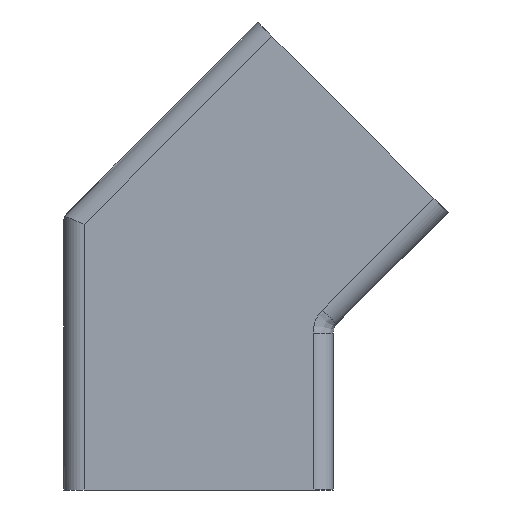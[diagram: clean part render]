
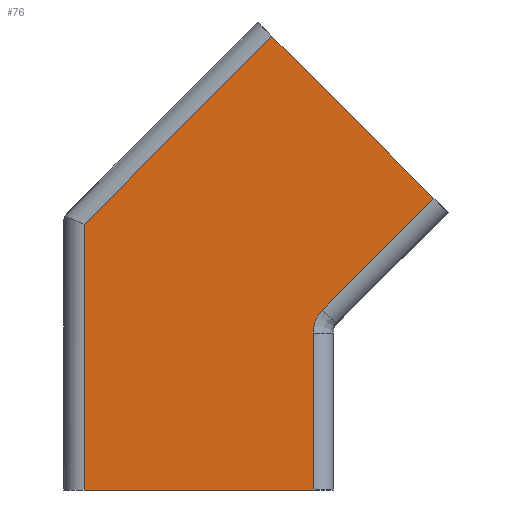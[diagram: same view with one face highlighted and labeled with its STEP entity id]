
A CAD part, left-side view. The second image highlights one B-rep face of the part: STEP entity #76.
In plain terms, the highlighted planar face has unit normal (-1, 0, 0).
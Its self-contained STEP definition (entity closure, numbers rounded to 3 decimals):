
#9 = CARTESIAN_POINT ( 'NONE',  ( -20., -17.943, 26.24 ) ) ;
#76 = ADVANCED_FACE ( 'NONE', ( #955 ), #995, .T. ) ;
#90 = ORIENTED_EDGE ( 'NONE', *, *, #185, .F. ) ;
#92 = CARTESIAN_POINT ( 'NONE',  ( -20., 17., 0. ) ) ;
#102 = EDGE_CURVE ( 'NONE', #353, #1220, #382, .T. ) ;
#118 = ORIENTED_EDGE ( 'NONE', *, *, #511, .T. ) ;
#150 = ORIENTED_EDGE ( 'NONE', *, *, #1103, .F. ) ;
#158 = EDGE_CURVE ( 'NONE', #973, #764, #840, .T. ) ;
#185 = EDGE_CURVE ( 'NONE', #919, #1220, #381, .T. ) ;
#202 = CARTESIAN_POINT ( 'NONE',  ( -20., -17.116, 24.545 ) ) ;
#207 = CARTESIAN_POINT ( 'NONE',  ( -20., -17., 23.3 ) ) ;
#219 = DIRECTION ( 'NONE',  ( 0., 1., 0. ) ) ;
#297 = EDGE_CURVE ( 'NONE', #919, #1027, #502, .T. ) ;
#310 = CARTESIAN_POINT ( 'NONE',  ( -20., -4.99, 30.341 ) ) ;
#353 = VERTEX_POINT ( 'NONE', #365 ) ;
#365 = CARTESIAN_POINT ( 'NONE',  ( -20., -18.345, 26.712 ) ) ;
#381 = LINE ( 'NONE', #1015, #839 ) ;
#382 = LINE ( 'NONE', #513, #1086 ) ;
#383 = CARTESIAN_POINT ( 'NONE',  ( -20., -17., 23.3 ) ) ;
#405 = CARTESIAN_POINT ( 'NONE',  ( -20., -17.694, 25.842 ) ) ;
#408 = CARTESIAN_POINT ( 'NONE',  ( -20., -17., 23.933 ) ) ;
#422 = DIRECTION ( 'NONE',  ( -1., 0., 0. ) ) ;
#448 = CARTESIAN_POINT ( 'NONE',  ( -20., -10.895, 67.346 ) ) ;
#455 = ORIENTED_EDGE ( 'NONE', *, *, #158, .T. ) ;
#485 = CARTESIAN_POINT ( 'NONE',  ( -20., -17.406, 25.281 ) ) ;
#495 = AXIS2_PLACEMENT_3D ( 'NONE', #310, #422, #517 ) ;
#502 = LINE ( 'NONE', #448, #1070 ) ;
#503 = CARTESIAN_POINT ( 'NONE',  ( -20., -17.735, 25.911 ) ) ;
#506 = CARTESIAN_POINT ( 'NONE',  ( -20., 17., 0. ) ) ;
#510 = CARTESIAN_POINT ( 'NONE',  ( -20., 0., 0. ) ) ;
#511 = EDGE_CURVE ( 'NONE', #764, #353, #686, .T. ) ;
#513 = CARTESIAN_POINT ( 'NONE',  ( -20., -18.467, 26.833 ) ) ;
#517 = DIRECTION ( 'NONE',  ( 0., 0., 1. ) ) ;
#537 = CARTESIAN_POINT ( 'NONE',  ( -20., -34.937, 43.304 ) ) ;
#544 = LINE ( 'NONE', #510, #1227 ) ;
#549 = VECTOR ( 'NONE', #1019, 1000. ) ;
#591 = CARTESIAN_POINT ( 'NONE',  ( -20., -18.133, 26.485 ) ) ;
#637 = CARTESIAN_POINT ( 'NONE',  ( -20., -17., 30.341 ) ) ;
#652 = DIRECTION ( 'NONE',  ( 0., 0.707, -0.707 ) ) ;
#667 = DIRECTION ( 'NONE',  ( 0., 0., 1. ) ) ;
#673 = VECTOR ( 'NONE', #667, 1000. ) ;
#679 = ORIENTED_EDGE ( 'NONE', *, *, #818, .F. ) ;
#686 = B_SPLINE_CURVE_WITH_KNOTS ( 'NONE', 3,
 ( #207, #408, #202, #485, #695, #1151, #405, #503, #9, #591, #891 ),
 .UNSPECIFIED., .F., .F.,
 ( 4, 2, 1, 2, 2, 4 ),
 ( 0., 0.5, 0.625, 0.687, 0.75, 1. ),
 .UNSPECIFIED. ) ;
#695 = CARTESIAN_POINT ( 'NONE',  ( -20., -17.504, 25.497 ) ) ;
#710 = DIRECTION ( 'NONE',  ( 0., -0.707, 0.707 ) ) ;
#732 = DIRECTION ( 'NONE',  ( 0., -0.707, -0.707 ) ) ;
#764 = VERTEX_POINT ( 'NONE', #383 ) ;
#765 = EDGE_LOOP ( 'NONE', ( #118, #996, #90, #1016, #679, #150, #455 ) ) ;
#787 = CARTESIAN_POINT ( 'NONE',  ( -20., -17., 0. ) ) ;
#818 = EDGE_CURVE ( 'NONE', #1045, #1027, #849, .T. ) ;
#839 = VECTOR ( 'NONE', #732, 1000. ) ;
#840 = LINE ( 'NONE', #637, #549 ) ;
#849 = LINE ( 'NONE', #92, #673 ) ;
#891 = CARTESIAN_POINT ( 'NONE',  ( -20., -18.345, 26.712 ) ) ;
#919 = VERTEX_POINT ( 'NONE', #1171 ) ;
#955 = FACE_OUTER_BOUND ( 'NONE', #765, .T. ) ;
#973 = VERTEX_POINT ( 'NONE', #787 ) ;
#982 = CARTESIAN_POINT ( 'NONE',  ( -20., 17., 39.45 ) ) ;
#995 = PLANE ( 'NONE',  #495 ) ;
#996 = ORIENTED_EDGE ( 'NONE', *, *, #102, .T. ) ;
#1015 = CARTESIAN_POINT ( 'NONE',  ( -20., -8.774, 69.467 ) ) ;
#1016 = ORIENTED_EDGE ( 'NONE', *, *, #297, .T. ) ;
#1019 = DIRECTION ( 'NONE',  ( 0., 0., 1. ) ) ;
#1027 = VERTEX_POINT ( 'NONE', #982 ) ;
#1045 = VERTEX_POINT ( 'NONE', #506 ) ;
#1070 = VECTOR ( 'NONE', #652, 1000. ) ;
#1086 = VECTOR ( 'NONE', #710, 1000. ) ;
#1103 = EDGE_CURVE ( 'NONE', #973, #1045, #544, .T. ) ;
#1151 = CARTESIAN_POINT ( 'NONE',  ( -20., -17.616, 25.705 ) ) ;
#1171 = CARTESIAN_POINT ( 'NONE',  ( -20., -10.895, 67.346 ) ) ;
#1220 = VERTEX_POINT ( 'NONE', #537 ) ;
#1227 = VECTOR ( 'NONE', #219, 1000. ) ;
